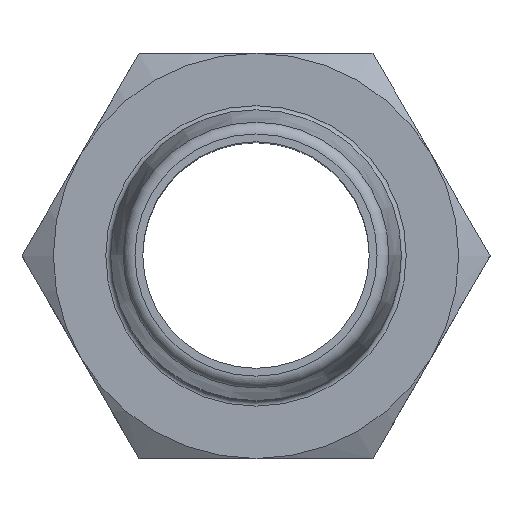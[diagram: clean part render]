
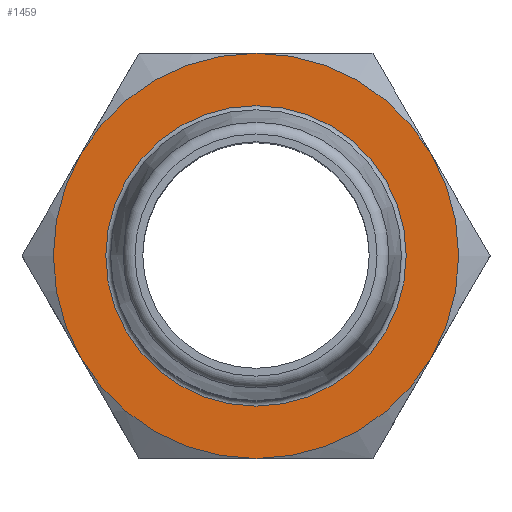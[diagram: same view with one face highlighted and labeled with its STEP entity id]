
A CAD part, top view. The second image highlights one B-rep face of the part: STEP entity #1459.
In plain terms, the highlighted face is planar.
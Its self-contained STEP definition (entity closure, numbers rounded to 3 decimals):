
#688=PLANE('',#1362);
#761=ORIENTED_EDGE('',*,*,#959,.F.);
#762=ORIENTED_EDGE('',*,*,#960,.F.);
#763=ORIENTED_EDGE('',*,*,#961,.F.);
#764=ORIENTED_EDGE('',*,*,#962,.F.);
#765=ORIENTED_EDGE('',*,*,#963,.F.);
#766=ORIENTED_EDGE('',*,*,#958,.F.);
#767=ORIENTED_EDGE('',*,*,#964,.F.);
#856=CIRCLE('',#1361,8.5);
#857=CIRCLE('',#1363,8.5);
#858=CIRCLE('',#1364,8.5);
#859=CIRCLE('',#1365,8.5);
#860=CIRCLE('',#1366,8.5);
#861=CIRCLE('',#1367,8.5);
#862=CIRCLE('',#1368,6.3);
#894=VERTEX_POINT('',#1523);
#897=VERTEX_POINT('',#1531);
#900=VERTEX_POINT('',#1540);
#901=VERTEX_POINT('',#1544);
#904=VERTEX_POINT('',#1557);
#905=VERTEX_POINT('',#1559);
#906=VERTEX_POINT('',#1562);
#958=EDGE_CURVE('',#900,#901,#856,.T.);
#959=EDGE_CURVE('',#897,#900,#857,.T.);
#960=EDGE_CURVE('',#894,#897,#858,.T.);
#961=EDGE_CURVE('',#904,#894,#859,.T.);
#962=EDGE_CURVE('',#905,#904,#860,.T.);
#963=EDGE_CURVE('',#901,#905,#861,.T.);
#964=EDGE_CURVE('',#906,#906,#862,.T.);
#1002=EDGE_LOOP('',(#761,#762,#763,#764,#765,#766));
#1003=EDGE_LOOP('',(#767));
#1066=FACE_BOUND('',#1002,.T.);
#1067=FACE_BOUND('',#1003,.T.);
#1190=DIRECTION('',(0.,-1.,0.));
#1191=DIRECTION('',(0.,0.,8.5));
#1192=DIRECTION('',(0.,1.,0.));
#1193=DIRECTION('',(1.,0.,0.));
#1194=DIRECTION('',(0.,-1.,0.));
#1195=DIRECTION('',(0.,0.,8.5));
#1196=DIRECTION('',(0.,-1.,0.));
#1197=DIRECTION('',(0.,0.,8.5));
#1198=DIRECTION('',(0.,-1.,0.));
#1199=DIRECTION('',(0.,0.,8.5));
#1200=DIRECTION('',(0.,-1.,0.));
#1201=DIRECTION('',(0.,0.,8.5));
#1202=DIRECTION('',(0.,-1.,0.));
#1203=DIRECTION('',(0.,0.,8.5));
#1204=DIRECTION('',(0.,1.,0.));
#1205=DIRECTION('',(6.3,0.,0.));
#1361=AXIS2_PLACEMENT_3D('',#1553,#1190,#1191);
#1362=AXIS2_PLACEMENT_3D('',#1554,#1192,#1193);
#1363=AXIS2_PLACEMENT_3D('',#1555,#1194,#1195);
#1364=AXIS2_PLACEMENT_3D('',#1556,#1196,#1197);
#1365=AXIS2_PLACEMENT_3D('',#1558,#1198,#1199);
#1366=AXIS2_PLACEMENT_3D('',#1560,#1200,#1201);
#1367=AXIS2_PLACEMENT_3D('',#1561,#1202,#1203);
#1368=AXIS2_PLACEMENT_3D('',#1563,#1204,#1205);
#1459=ADVANCED_FACE('',(#1066,#1067),#688,.T.);
#1523=CARTESIAN_POINT('',(15.81,22.389,-4.25));
#1531=CARTESIAN_POINT('',(15.81,22.389,4.25));
#1540=CARTESIAN_POINT('',(8.449,22.389,8.5));
#1544=CARTESIAN_POINT('',(1.088,22.389,4.25));
#1553=CARTESIAN_POINT('',(8.449,22.389,0.));
#1554=CARTESIAN_POINT('',(16.949,22.389,0.));
#1555=CARTESIAN_POINT('',(8.449,22.389,0.));
#1556=CARTESIAN_POINT('',(8.449,22.389,0.));
#1557=CARTESIAN_POINT('',(8.449,22.389,-8.5));
#1558=CARTESIAN_POINT('',(8.449,22.389,0.));
#1559=CARTESIAN_POINT('',(1.088,22.389,-4.25));
#1560=CARTESIAN_POINT('',(8.449,22.389,0.));
#1561=CARTESIAN_POINT('',(8.449,22.389,0.));
#1562=CARTESIAN_POINT('',(14.749,22.389,0.));
#1563=CARTESIAN_POINT('',(8.449,22.389,0.));
